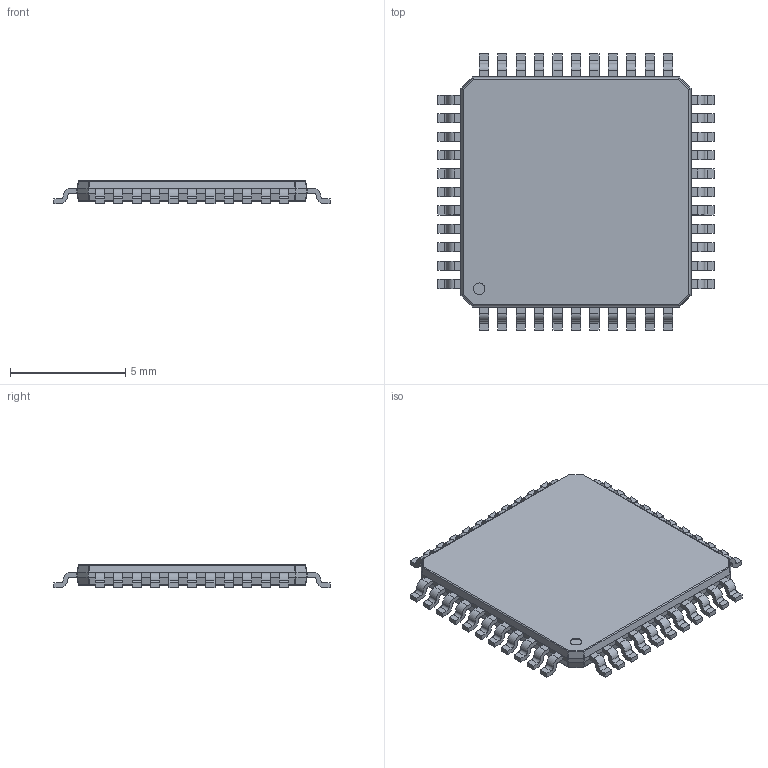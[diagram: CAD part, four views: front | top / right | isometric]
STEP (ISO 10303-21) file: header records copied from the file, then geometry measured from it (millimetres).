
FILE_DESCRIPTION(/* description */ (''),/* implementation_level */ '2;1');
FILE_NAME(/* name */ 'qfp80p-10mmx10mm-44 v1.step',/* time_stamp */ '2017-08-21T10:33:10-04:00',/* author */ (''),/* organization */ (''),/* preprocessor_version */ 'ST-DEVELOPER v16.13',/* originating_system */ 'Autodesk Translation Framework v6.1.1.50',/* authorisation */ '');
FILE_SCHEMA (('AUTOMOTIVE_DESIGN { 1 0 10303 214 3 1 1 }'));
Length unit declared in the file: millimetre
Products named in the file (3): qfp80p-10mmx10mm-44 v1; icbody; pin0.25mm
Assembly tree (45 placements, depth 2):
  qfp80p-10mmx10mm-44 v1
    icbody
    pin0.25mm  x44
Bounding box: 12 x 12 x 1 mm (x, y, z)
Volume: 93 mm3; surface area: 301.4 mm2
Topology: 45 solids, 45 shells, 612 faces, 1515 edges, 994 vertices
Faces by surface type: plane 379, cylinder 217, sphere 16
Full cylindrical faces by diameter (mm): 0.5 x1
Entity records: 3115 total; most frequent: DIRECTION 586, CARTESIAN_POINT 502, ORIENTED_EDGE 448, EDGE_CURVE 224, AXIS2_PLACEMENT_3D 218, LINE 150, VECTOR 150, VERTEX_POINT 134
